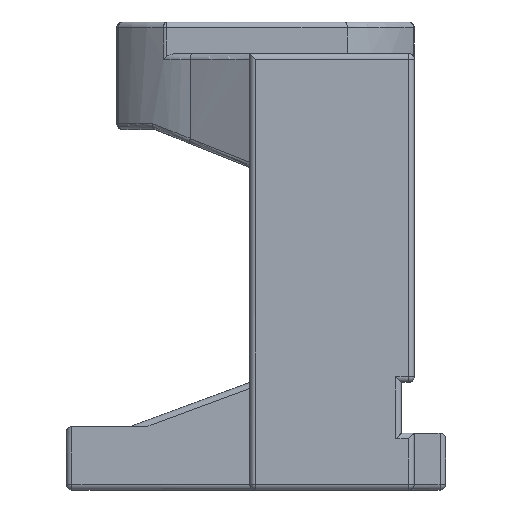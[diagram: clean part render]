
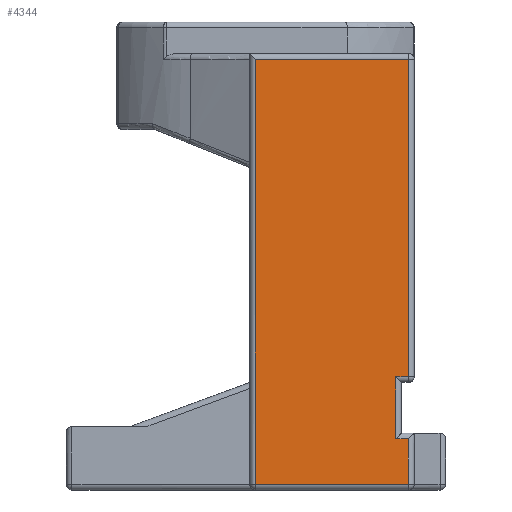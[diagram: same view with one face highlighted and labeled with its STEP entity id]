
A CAD part, left-side view. The second image highlights one B-rep face of the part: STEP entity #4344.
In plain terms, the highlighted planar face has unit normal (-1, 0, 0).
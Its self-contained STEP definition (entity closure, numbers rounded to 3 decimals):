
#401 = VECTOR ( 'NONE', #4282, 1000. ) ;
#402 = VECTOR ( 'NONE', #4284, 1000. ) ;
#403 = VECTOR ( 'NONE', #4286, 1000. ) ;
#404 = VECTOR ( 'NONE', #4288, 1000. ) ;
#405 = VECTOR ( 'NONE', #4290, 1000. ) ;
#406 = VECTOR ( 'NONE', #4292, 1000. ) ;
#407 = VECTOR ( 'NONE', #4294, 1000. ) ;
#409 = VECTOR ( 'NONE', #4296, 1000. ) ;
#507 = EDGE_LOOP ( 'NONE', ( #1860, #1862, #1861, #1863, #1864, #1865, #1866, #1867 ) ) ;
#1147 = CARTESIAN_POINT ( 'NONE',  ( -32.5, -22.1, 12.9 ) ) ;
#1148 = CARTESIAN_POINT ( 'NONE',  ( -32.5, -24.1, 12.9 ) ) ;
#1149 = CARTESIAN_POINT ( 'NONE',  ( -32.5, -24.1, 63.1 ) ) ;
#1150 = CARTESIAN_POINT ( 'NONE',  ( -32.5, 0.1, 63.1 ) ) ;
#1151 = CARTESIAN_POINT ( 'NONE',  ( -32.5, 0.1, -4.1 ) ) ;
#1152 = CARTESIAN_POINT ( 'NONE',  ( -32.5, -24.1, -4.1 ) ) ;
#1153 = CARTESIAN_POINT ( 'NONE',  ( -32.5, -24.1, 3.1 ) ) ;
#1154 = CARTESIAN_POINT ( 'NONE',  ( -32.5, -22.1, 3.1 ) ) ;
#1261 = AXIS2_PLACEMENT_3D ( 'NONE', #6430, #6431, #6432 ) ;
#1773 = VERTEX_POINT ( 'NONE', #1147 ) ;
#1774 = VERTEX_POINT ( 'NONE', #1148 ) ;
#1775 = VERTEX_POINT ( 'NONE', #1149 ) ;
#1776 = VERTEX_POINT ( 'NONE', #1150 ) ;
#1777 = VERTEX_POINT ( 'NONE', #1151 ) ;
#1778 = VERTEX_POINT ( 'NONE', #1152 ) ;
#1779 = VERTEX_POINT ( 'NONE', #1153 ) ;
#1780 = VERTEX_POINT ( 'NONE', #1154 ) ;
#1860 = ORIENTED_EDGE ( 'NONE', *, *, #2136, .T. ) ;
#1861 = ORIENTED_EDGE ( 'NONE', *, *, #2137, .T. ) ;
#1862 = ORIENTED_EDGE ( 'NONE', *, *, #2135, .T. ) ;
#1863 = ORIENTED_EDGE ( 'NONE', *, *, #2138, .T. ) ;
#1864 = ORIENTED_EDGE ( 'NONE', *, *, #2139, .T. ) ;
#1865 = ORIENTED_EDGE ( 'NONE', *, *, #2140, .T. ) ;
#1866 = ORIENTED_EDGE ( 'NONE', *, *, #2141, .T. ) ;
#1867 = ORIENTED_EDGE ( 'NONE', *, *, #2142, .T. ) ;
#2135 = EDGE_CURVE ( 'NONE', #1774, #1775, #3613, .T. ) ;
#2136 = EDGE_CURVE ( 'NONE', #1773, #1774, #3614, .T. ) ;
#2137 = EDGE_CURVE ( 'NONE', #1775, #1776, #3615, .T. ) ;
#2138 = EDGE_CURVE ( 'NONE', #1776, #1777, #3616, .T. ) ;
#2139 = EDGE_CURVE ( 'NONE', #1777, #1778, #3617, .T. ) ;
#2140 = EDGE_CURVE ( 'NONE', #1778, #1779, #3618, .T. ) ;
#2141 = EDGE_CURVE ( 'NONE', #1779, #1780, #3619, .T. ) ;
#2142 = EDGE_CURVE ( 'NONE', #1780, #1773, #3620, .T. ) ;
#3613 = LINE ( 'NONE', #4281, #401 ) ;
#3614 = LINE ( 'NONE', #4283, #402 ) ;
#3615 = LINE ( 'NONE', #4285, #403 ) ;
#3616 = LINE ( 'NONE', #4287, #404 ) ;
#3617 = LINE ( 'NONE', #4289, #405 ) ;
#3618 = LINE ( 'NONE', #4291, #406 ) ;
#3619 = LINE ( 'NONE', #4293, #407 ) ;
#3620 = LINE ( 'NONE', #4295, #409 ) ;
#4281 = CARTESIAN_POINT ( 'NONE',  ( -32.5, -24.1, 64. ) ) ;
#4282 = DIRECTION ( 'NONE',  ( 0., 0., 1. ) ) ;
#4283 = CARTESIAN_POINT ( 'NONE',  ( -32.5, -25., 12.9 ) ) ;
#4284 = DIRECTION ( 'NONE',  ( 0., -1., 0. ) ) ;
#4285 = CARTESIAN_POINT ( 'NONE',  ( -32.5, -25., 63.1 ) ) ;
#4286 = DIRECTION ( 'NONE',  ( 0., 1., 0. ) ) ;
#4287 = CARTESIAN_POINT ( 'NONE',  ( -32.5, 0.1, -5. ) ) ;
#4288 = DIRECTION ( 'NONE',  ( 0., 0., -1. ) ) ;
#4289 = CARTESIAN_POINT ( 'NONE',  ( -32.5, -25., -4.1 ) ) ;
#4290 = DIRECTION ( 'NONE',  ( 0., -1., 0. ) ) ;
#4291 = CARTESIAN_POINT ( 'NONE',  ( -32.5, -24.1, 4. ) ) ;
#4292 = DIRECTION ( 'NONE',  ( 0., 0., 1. ) ) ;
#4293 = CARTESIAN_POINT ( 'NONE',  ( -32.5, -23., 3.1 ) ) ;
#4294 = DIRECTION ( 'NONE',  ( 0., 1., 0. ) ) ;
#4295 = CARTESIAN_POINT ( 'NONE',  ( -32.5, -22.1, 12. ) ) ;
#4296 = DIRECTION ( 'NONE',  ( 0., 0., 1. ) ) ;
#4344 = ADVANCED_FACE ( 'NONE', ( #5595 ), #6429, .T. ) ;
#5595 = FACE_OUTER_BOUND ( 'NONE', #507, .T. ) ;
#6429 = PLANE ( 'NONE',  #1261 ) ;
#6430 = CARTESIAN_POINT ( 'NONE',  ( -32.5, -25., 64. ) ) ;
#6431 = DIRECTION ( 'NONE',  ( -1., 0., 0. ) ) ;
#6432 = DIRECTION ( 'NONE',  ( 0., 1., 0. ) ) ;
